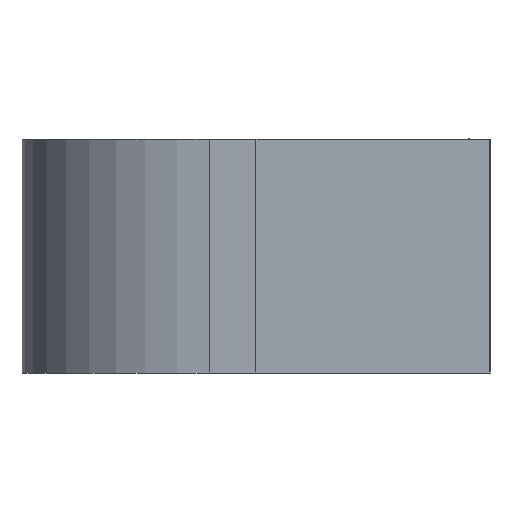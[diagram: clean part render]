
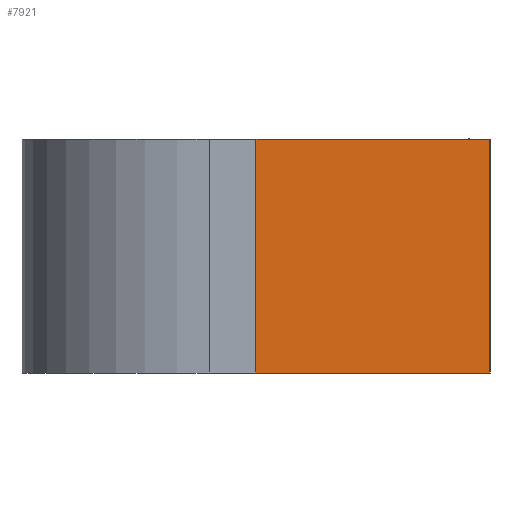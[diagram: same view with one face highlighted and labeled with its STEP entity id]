
A CAD part, left-side view. The second image highlights one B-rep face of the part: STEP entity #7921.
In plain terms, the highlighted planar face has unit normal (-1, 0, 0).
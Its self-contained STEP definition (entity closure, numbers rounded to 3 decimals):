
#604 = VERTEX_POINT ( 'NONE', #8884 ) ;
#1552 = VERTEX_POINT ( 'NONE', #20648 ) ;
#2426 = LINE ( 'NONE', #12776, #8090 ) ;
#2717 = DIRECTION ( 'NONE',  ( 0., -1., 0. ) ) ;
#3213 = ORIENTED_EDGE ( 'NONE', *, *, #13335, .F. ) ;
#4060 = VECTOR ( 'NONE', #2717, 1000. ) ;
#4232 = DIRECTION ( 'NONE',  ( 0., 0., -1. ) ) ;
#4706 = EDGE_LOOP ( 'NONE', ( #16097, #3213, #15775, #12868 ) ) ;
#6035 = EDGE_CURVE ( 'NONE', #6489, #13264, #9422, .T. ) ;
#6171 = FACE_OUTER_BOUND ( 'NONE', #4706, .T. ) ;
#6489 = VERTEX_POINT ( 'NONE', #21750 ) ;
#6747 = EDGE_CURVE ( 'NONE', #1552, #604, #7422, .T. ) ;
#7115 = CARTESIAN_POINT ( 'NONE',  ( -1.5, -0.5, 0.5 ) ) ;
#7422 = LINE ( 'NONE', #21251, #16364 ) ;
#7611 = AXIS2_PLACEMENT_3D ( 'NONE', #16384, #9605, #13124 ) ;
#7921 = ADVANCED_FACE ( 'NONE', ( #6171 ), #19842, .F. ) ;
#8090 = VECTOR ( 'NONE', #4232, 1000. ) ;
#8794 = CARTESIAN_POINT ( 'NONE',  ( -1.5, -0.5, 0.5 ) ) ;
#8884 = CARTESIAN_POINT ( 'NONE',  ( -1.5, -0.5, -0.5 ) ) ;
#9422 = LINE ( 'NONE', #12739, #4060 ) ;
#9605 = DIRECTION ( 'NONE',  ( 1., 0., 0. ) ) ;
#12739 = CARTESIAN_POINT ( 'NONE',  ( -1.5, -3.16, 0.5 ) ) ;
#12776 = CARTESIAN_POINT ( 'NONE',  ( -1.5, 0.5, 0.5 ) ) ;
#12868 = ORIENTED_EDGE ( 'NONE', *, *, #19821, .T. ) ;
#13124 = DIRECTION ( 'NONE',  ( 0., 1., 0. ) ) ;
#13264 = VERTEX_POINT ( 'NONE', #8794 ) ;
#13335 = EDGE_CURVE ( 'NONE', #13264, #604, #17387, .T. ) ;
#14023 = DIRECTION ( 'NONE',  ( 0., 0., -1. ) ) ;
#15775 = ORIENTED_EDGE ( 'NONE', *, *, #6035, .F. ) ;
#16097 = ORIENTED_EDGE ( 'NONE', *, *, #6747, .T. ) ;
#16364 = VECTOR ( 'NONE', #17459, 1000. ) ;
#16384 = CARTESIAN_POINT ( 'NONE',  ( -1.5, -3.16, 0.5 ) ) ;
#17387 = LINE ( 'NONE', #7115, #20229 ) ;
#17459 = DIRECTION ( 'NONE',  ( 0., -1., 0. ) ) ;
#19821 = EDGE_CURVE ( 'NONE', #6489, #1552, #2426, .T. ) ;
#19842 = PLANE ( 'NONE',  #7611 ) ;
#20229 = VECTOR ( 'NONE', #14023, 1000. ) ;
#20648 = CARTESIAN_POINT ( 'NONE',  ( -1.5, 0.5, -0.5 ) ) ;
#21251 = CARTESIAN_POINT ( 'NONE',  ( -1.5, -3.16, -0.5 ) ) ;
#21750 = CARTESIAN_POINT ( 'NONE',  ( -1.5, 0.5, 0.5 ) ) ;
